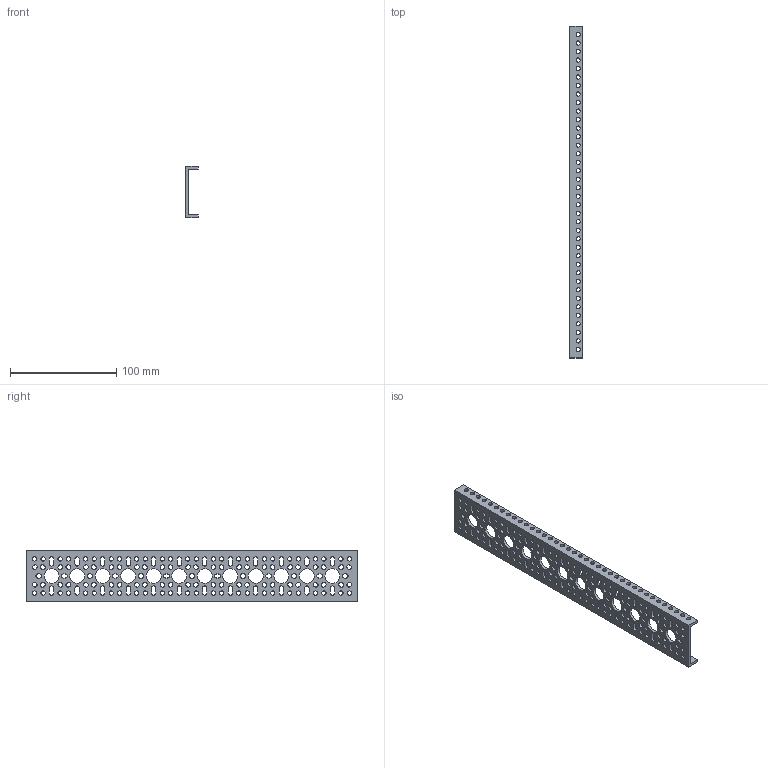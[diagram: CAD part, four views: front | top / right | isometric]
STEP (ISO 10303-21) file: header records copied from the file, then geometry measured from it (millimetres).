
FILE_DESCRIPTION (( 'STEP AP203' ), '1' );
FILE_NAME ('1107-0012-0312 rev1.STEP', '2017-05-12T19:33:12', ( '' ), ( '' ), 'SwSTEP 2.0', 'SolidWorks 2016', '' );
FILE_SCHEMA (( 'CONFIG_CONTROL_DESIGN' ));
Length unit declared in the file: millimetre
Products named in the file (1): 1107-0012-0312 rev1
Bounding box: 12 x 312 x 48 mm (x, y, z)
Volume: 39164.6 mm3; surface area: 42193.4 mm2
Topology: 1 solids, 1 shells, 710 faces, 2124 edges, 1416 vertices
Faces by surface type: cylinder 522, plane 188
Entity records: 25425 total; most frequent: DIRECTION 4590, CARTESIAN_POINT 4251, ORIENTED_EDGE 4248, EDGE_CURVE 2124, AXIS2_PLACEMENT_3D 1755, VERTEX_POINT 1416, EDGE_LOOP 1168, VECTOR 1080
